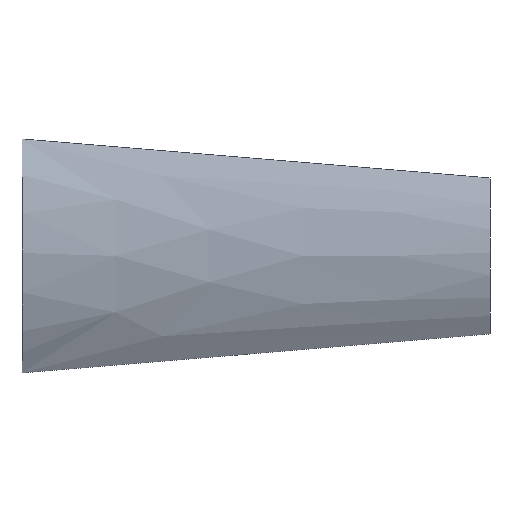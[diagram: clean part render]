
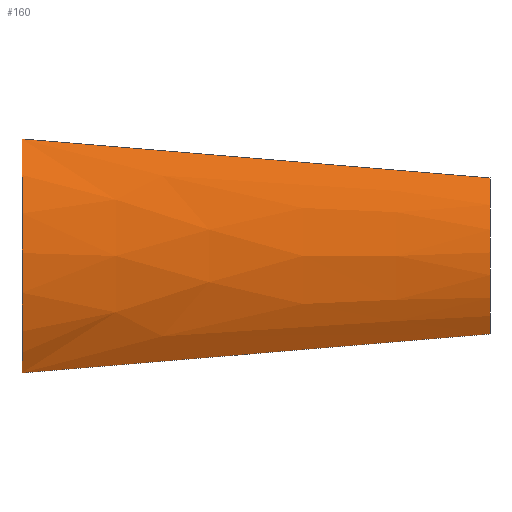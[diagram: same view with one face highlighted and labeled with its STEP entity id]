
A CAD part, top view. The second image highlights one B-rep face of the part: STEP entity #160.
In plain terms, the highlighted free-form (B-spline) face has degree [5, 5] with [6, 9] control points.
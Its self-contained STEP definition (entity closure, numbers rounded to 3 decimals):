
#54=CARTESIAN_POINT('Control Point',(0.,750.,0.)) ;
#55=CARTESIAN_POINT('Control Point',(0.,613.965,78.54)) ;
#56=CARTESIAN_POINT('Control Point',(0.,467.65,139.274)) ;
#57=CARTESIAN_POINT('Control Point',(0.,314.159,180.401)) ;
#58=CARTESIAN_POINT('Control Point',(0.,0.,221.523)) ;
#59=CARTESIAN_POINT('Control Point',(0.,-314.159,180.401)) ;
#60=CARTESIAN_POINT('Control Point',(0.,-467.65,139.274)) ;
#61=CARTESIAN_POINT('Control Point',(0.,-613.965,78.54)) ;
#62=CARTESIAN_POINT('Control Point',(0.,-750.,0.)) ;
#63=CARTESIAN_POINT('Control Point',(600.,700.,11.489)) ;
#64=CARTESIAN_POINT('Control Point',(600.,571.963,85.348)) ;
#65=CARTESIAN_POINT('Control Point',(600.,435.148,142.634)) ;
#66=CARTESIAN_POINT('Control Point',(600.,292.16,181.523)) ;
#67=CARTESIAN_POINT('Control Point',(600.,0.,220.4)) ;
#68=CARTESIAN_POINT('Control Point',(600.,-292.16,181.523)) ;
#69=CARTESIAN_POINT('Control Point',(600.,-435.148,142.634)) ;
#70=CARTESIAN_POINT('Control Point',(600.,-571.963,85.348)) ;
#71=CARTESIAN_POINT('Control Point',(600.,-700.,11.489)) ;
#72=CARTESIAN_POINT('Control Point',(1200.,650.,22.977)) ;
#73=CARTESIAN_POINT('Control Point',(1200.,529.96,92.156)) ;
#74=CARTESIAN_POINT('Control Point',(1200.,402.646,145.994)) ;
#75=CARTESIAN_POINT('Control Point',(1200.,270.16,182.646)) ;
#76=CARTESIAN_POINT('Control Point',(1200.,0.,219.278)) ;
#77=CARTESIAN_POINT('Control Point',(1200.,-270.16,182.646)) ;
#78=CARTESIAN_POINT('Control Point',(1200.,-402.646,145.994)) ;
#79=CARTESIAN_POINT('Control Point',(1200.,-529.96,92.156)) ;
#80=CARTESIAN_POINT('Control Point',(1200.,-650.,22.977)) ;
#81=CARTESIAN_POINT('Control Point',(1800.,600.,34.466)) ;
#82=CARTESIAN_POINT('Control Point',(1800.,487.958,98.965)) ;
#83=CARTESIAN_POINT('Control Point',(1800.,370.143,149.354)) ;
#84=CARTESIAN_POINT('Control Point',(1800.,248.16,183.768)) ;
#85=CARTESIAN_POINT('Control Point',(1800.,0.,218.156)) ;
#86=CARTESIAN_POINT('Control Point',(1800.,-248.16,183.768)) ;
#87=CARTESIAN_POINT('Control Point',(1800.,-370.143,149.354)) ;
#88=CARTESIAN_POINT('Control Point',(1800.,-487.958,98.965)) ;
#89=CARTESIAN_POINT('Control Point',(1800.,-600.,34.466)) ;
#90=CARTESIAN_POINT('Control Point',(2400.,550.,45.954)) ;
#91=CARTESIAN_POINT('Control Point',(2400.,445.956,105.773)) ;
#92=CARTESIAN_POINT('Control Point',(2400.,337.641,152.714)) ;
#93=CARTESIAN_POINT('Control Point',(2400.,226.161,184.89)) ;
#94=CARTESIAN_POINT('Control Point',(2400.,0.,217.034)) ;
#95=CARTESIAN_POINT('Control Point',(2400.,-226.161,184.89)) ;
#96=CARTESIAN_POINT('Control Point',(2400.,-337.641,152.714)) ;
#97=CARTESIAN_POINT('Control Point',(2400.,-445.956,105.773)) ;
#98=CARTESIAN_POINT('Control Point',(2400.,-550.,45.954)) ;
#99=CARTESIAN_POINT('Control Point',(3000.,500.,57.443)) ;
#100=CARTESIAN_POINT('Control Point',(3000.,403.953,112.581)) ;
#101=CARTESIAN_POINT('Control Point',(3000.,305.139,156.074)) ;
#102=CARTESIAN_POINT('Control Point',(3000.,204.161,186.013)) ;
#103=CARTESIAN_POINT('Control Point',(3000.,0.,215.911)) ;
#104=CARTESIAN_POINT('Control Point',(3000.,-204.161,186.013)) ;
#105=CARTESIAN_POINT('Control Point',(3000.,-305.139,156.074)) ;
#106=CARTESIAN_POINT('Control Point',(3000.,-403.953,112.581)) ;
#107=CARTESIAN_POINT('Control Point',(3000.,-500.,57.443)) ;
#109=CARTESIAN_POINT('Control Point',(0.,750.,0.)) ;
#110=CARTESIAN_POINT('Control Point',(600.,700.,11.489)) ;
#111=CARTESIAN_POINT('Control Point',(1200.,650.,22.977)) ;
#112=CARTESIAN_POINT('Control Point',(1800.,600.,34.466)) ;
#113=CARTESIAN_POINT('Control Point',(2400.,550.,45.954)) ;
#114=CARTESIAN_POINT('Control Point',(3000.,500.,57.443)) ;
#115=CARTESIAN_POINT('Vertex',(0.,750.,0.)) ;
#117=CARTESIAN_POINT('Vertex',(3000.,500.,57.443)) ;
#121=CARTESIAN_POINT('Control Point',(0.,750.,0.)) ;
#122=CARTESIAN_POINT('Control Point',(0.,613.965,78.54)) ;
#123=CARTESIAN_POINT('Control Point',(0.,467.65,139.274)) ;
#124=CARTESIAN_POINT('Control Point',(0.,314.159,180.401)) ;
#125=CARTESIAN_POINT('Control Point',(0.,0.,221.523)) ;
#126=CARTESIAN_POINT('Control Point',(0.,-314.159,180.401)) ;
#127=CARTESIAN_POINT('Control Point',(0.,-467.65,139.274)) ;
#128=CARTESIAN_POINT('Control Point',(0.,-613.965,78.54)) ;
#129=CARTESIAN_POINT('Control Point',(0.,-750.,0.)) ;
#130=CARTESIAN_POINT('Vertex',(0.,-750.,0.)) ;
#134=CARTESIAN_POINT('Control Point',(0.,-750.,0.)) ;
#135=CARTESIAN_POINT('Control Point',(600.,-700.,11.489)) ;
#136=CARTESIAN_POINT('Control Point',(1200.,-650.,22.977)) ;
#137=CARTESIAN_POINT('Control Point',(1800.,-600.,34.466)) ;
#138=CARTESIAN_POINT('Control Point',(2400.,-550.,45.954)) ;
#139=CARTESIAN_POINT('Control Point',(3000.,-500.,57.443)) ;
#140=CARTESIAN_POINT('Vertex',(3000.,-500.,57.443)) ;
#144=CARTESIAN_POINT('Control Point',(3000.,500.,57.443)) ;
#145=CARTESIAN_POINT('Control Point',(3000.,403.953,112.581)) ;
#146=CARTESIAN_POINT('Control Point',(3000.,305.139,156.074)) ;
#147=CARTESIAN_POINT('Control Point',(3000.,204.161,186.013)) ;
#148=CARTESIAN_POINT('Control Point',(3000.,0.,215.911)) ;
#149=CARTESIAN_POINT('Control Point',(3000.,-204.161,186.013)) ;
#150=CARTESIAN_POINT('Control Point',(3000.,-305.139,156.074)) ;
#151=CARTESIAN_POINT('Control Point',(3000.,-403.953,112.581)) ;
#152=CARTESIAN_POINT('Control Point',(3000.,-500.,57.443)) ;
#155=ORIENTED_EDGE('',*,*,#119,.F.) ;
#156=ORIENTED_EDGE('',*,*,#132,.T.) ;
#157=ORIENTED_EDGE('',*,*,#142,.T.) ;
#158=ORIENTED_EDGE('',*,*,#153,.F.) ;
#160=ADVANCED_FACE('\X2\591A622A976266F29762\X0\.1',(#159),#53,.F.) ;
#108=B_SPLINE_CURVE_WITH_KNOTS('',5,(#109,#110,#111,#112,#113,#114),.UNSPECIFIED.,.F.,.U.,(6,6),(0.,3005.547),.UNSPECIFIED.) ;
#120=B_SPLINE_CURVE_WITH_KNOTS('',5,(#121,#122,#123,#124,#125,#126,#127,#128,#129),.UNSPECIFIED.,.F.,.U.,(6,3,6),(1570.796,2356.194,3141.593),.UNSPECIFIED.) ;
#133=B_SPLINE_CURVE_WITH_KNOTS('',5,(#134,#135,#136,#137,#138,#139),.UNSPECIFIED.,.F.,.U.,(6,6),(0.,3005.547),.UNSPECIFIED.) ;
#143=B_SPLINE_CURVE_WITH_KNOTS('',5,(#144,#145,#146,#147,#148,#149,#150,#151,#152),.UNSPECIFIED.,.F.,.U.,(6,3,6),(1570.796,2356.194,3141.593),.UNSPECIFIED.) ;
#53=B_SPLINE_SURFACE_WITH_KNOTS('',5,5,((#54,#55,#56,#57,#58,#59,#60,#61,#62),(#63,#64,#65,#66,#67,#68,#69,#70,#71),(#72,#73,#74,#75,#76,#77,#78,#79,#80),(#81,#82,#83,#84,#85,#86,#87,#88,#89),(#90,#91,#92,#93,#94,#95,#96,#97,#98),(#99,#100,#101,#102,#103,#104,#105,#106,#107)),.UNSPECIFIED.,.F.,.F.,.U.,(6,6),(6,3,6),(0.,3005.547),(1570.796,2356.194,3141.593),.UNSPECIFIED.) ;
#119=EDGE_CURVE('',#116,#118,#108,.T.) ;
#132=EDGE_CURVE('',#116,#131,#120,.T.) ;
#142=EDGE_CURVE('',#131,#141,#133,.T.) ;
#153=EDGE_CURVE('',#118,#141,#143,.T.) ;
#154=EDGE_LOOP('',(#155,#156,#157,#158)) ;
#159=FACE_OUTER_BOUND('',#154,.T.) ;
#116=VERTEX_POINT('',#115) ;
#118=VERTEX_POINT('',#117) ;
#131=VERTEX_POINT('',#130) ;
#141=VERTEX_POINT('',#140) ;
